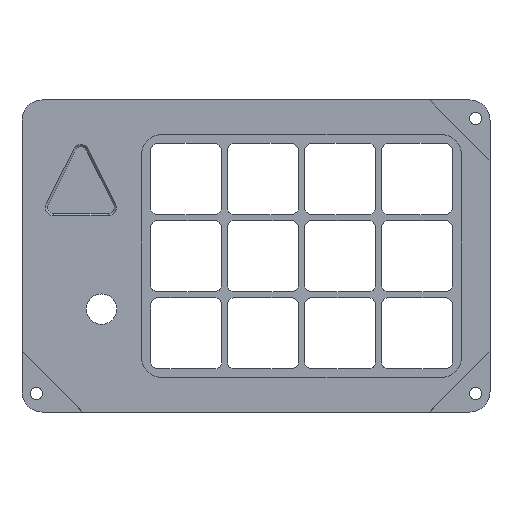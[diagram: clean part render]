
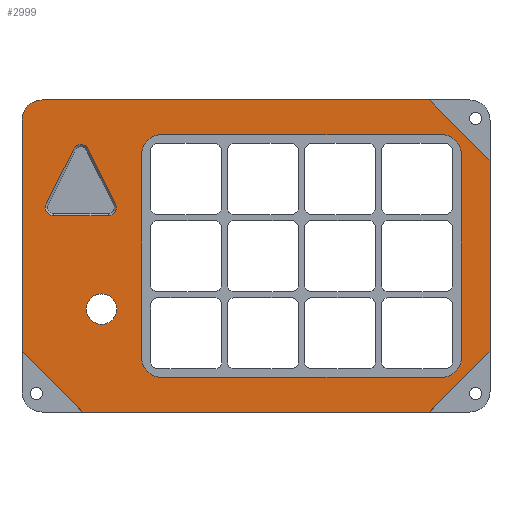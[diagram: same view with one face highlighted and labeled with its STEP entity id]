
A CAD part, top view. The second image highlights one B-rep face of the part: STEP entity #2999.
In plain terms, the highlighted planar face has unit normal (0, 0, 1).
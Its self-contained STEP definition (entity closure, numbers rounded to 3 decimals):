
#33=FACE_BOUND('',#481,.T.);
#34=FACE_BOUND('',#482,.T.);
#35=FACE_BOUND('',#483,.T.);
#120=CIRCLE('',#3134,2.);
#122=CIRCLE('',#3138,2.);
#124=CIRCLE('',#3142,2.);
#197=CIRCLE('',#3232,5.);
#202=CIRCLE('',#3243,5.);
#204=CIRCLE('',#3247,5.);
#206=CIRCLE('',#3251,5.);
#208=CIRCLE('',#3255,5.);
#213=CIRCLE('',#3263,3.75);
#306=FACE_OUTER_BOUND('',#480,.T.);
#480=EDGE_LOOP('',(#2276,#2277,#2278,#2279,#2280,#2281,#2282,#2283));
#481=EDGE_LOOP('',(#2284,#2285,#2286,#2287,#2288,#2289));
#482=EDGE_LOOP('',(#2290));
#483=EDGE_LOOP('',(#2291,#2292,#2293,#2294,#2295,#2296,#2297,#2298));
#617=LINE('',#4345,#922);
#622=LINE('',#4359,#927);
#626=LINE('',#4371,#931);
#714=LINE('',#4699,#1019);
#725=LINE('',#4724,#1030);
#730=LINE('',#4739,#1035);
#736=LINE('',#4758,#1041);
#742=LINE('',#4773,#1047);
#744=LINE('',#4782,#1049);
#749=LINE('',#4794,#1054);
#753=LINE('',#4810,#1058);
#754=LINE('',#4811,#1059);
#755=LINE('',#4813,#1060);
#756=LINE('',#4814,#1061);
#922=VECTOR('',#3437,10.);
#927=VECTOR('',#3450,10.);
#931=VECTOR('',#3462,10.);
#1019=VECTOR('',#3726,10.);
#1030=VECTOR('',#3747,10.);
#1035=VECTOR('',#3762,10.);
#1041=VECTOR('',#3780,10.);
#1047=VECTOR('',#3794,10.);
#1049=VECTOR('',#3804,10.);
#1054=VECTOR('',#3817,10.);
#1058=VECTOR('',#3833,10.);
#1059=VECTOR('',#3834,10.);
#1060=VECTOR('',#3835,10.);
#1061=VECTOR('',#3836,10.);
#1227=VERTEX_POINT('',#4342);
#1228=VERTEX_POINT('',#4344);
#1231=VERTEX_POINT('',#4351);
#1233=VERTEX_POINT('',#4357);
#1235=VERTEX_POINT('',#4363);
#1237=VERTEX_POINT('',#4369);
#1382=VERTEX_POINT('',#4696);
#1383=VERTEX_POINT('',#4698);
#1388=VERTEX_POINT('',#4712);
#1389=VERTEX_POINT('',#4713);
#1392=VERTEX_POINT('',#4722);
#1396=VERTEX_POINT('',#4736);
#1397=VERTEX_POINT('',#4738);
#1402=VERTEX_POINT('',#4751);
#1403=VERTEX_POINT('',#4753);
#1404=VERTEX_POINT('',#4757);
#1408=VERTEX_POINT('',#4766);
#1409=VERTEX_POINT('',#4768);
#1411=VERTEX_POINT('',#4777);
#1412=VERTEX_POINT('',#4781);
#1415=VERTEX_POINT('',#4789);
#1422=VERTEX_POINT('',#4812);
#1423=VERTEX_POINT('',#4815);
#1527=EDGE_CURVE('',#1228,#1227,#617,.T.);
#1531=EDGE_CURVE('',#1227,#1231,#120,.T.);
#1534=EDGE_CURVE('',#1231,#1233,#622,.T.);
#1537=EDGE_CURVE('',#1233,#1235,#122,.T.);
#1540=EDGE_CURVE('',#1235,#1237,#626,.T.);
#1542=EDGE_CURVE('',#1237,#1228,#124,.T.);
#1702=EDGE_CURVE('',#1383,#1382,#714,.T.);
#1709=EDGE_CURVE('',#1388,#1389,#197,.T.);
#1715=EDGE_CURVE('',#1388,#1392,#725,.T.);
#1722=EDGE_CURVE('',#1397,#1396,#730,.T.);
#1729=EDGE_CURVE('',#1402,#1403,#202,.T.);
#1731=EDGE_CURVE('',#1404,#1403,#736,.T.);
#1736=EDGE_CURVE('',#1408,#1409,#204,.T.);
#1739=EDGE_CURVE('',#1402,#1409,#742,.T.);
#1741=EDGE_CURVE('',#1404,#1411,#206,.T.);
#1743=EDGE_CURVE('',#1412,#1411,#744,.T.);
#1747=EDGE_CURVE('',#1412,#1415,#208,.T.);
#1750=EDGE_CURVE('',#1408,#1415,#749,.T.);
#1758=EDGE_CURVE('',#1392,#1397,#753,.T.);
#1759=EDGE_CURVE('',#1396,#1383,#754,.T.);
#1760=EDGE_CURVE('',#1382,#1422,#755,.T.);
#1761=EDGE_CURVE('',#1422,#1389,#756,.T.);
#1762=EDGE_CURVE('',#1423,#1423,#213,.T.);
#2276=ORIENTED_EDGE('',*,*,#1709,.F.);
#2277=ORIENTED_EDGE('',*,*,#1715,.T.);
#2278=ORIENTED_EDGE('',*,*,#1758,.T.);
#2279=ORIENTED_EDGE('',*,*,#1722,.T.);
#2280=ORIENTED_EDGE('',*,*,#1759,.T.);
#2281=ORIENTED_EDGE('',*,*,#1702,.T.);
#2282=ORIENTED_EDGE('',*,*,#1760,.T.);
#2283=ORIENTED_EDGE('',*,*,#1761,.T.);
#2284=ORIENTED_EDGE('',*,*,#1534,.T.);
#2285=ORIENTED_EDGE('',*,*,#1537,.T.);
#2286=ORIENTED_EDGE('',*,*,#1540,.T.);
#2287=ORIENTED_EDGE('',*,*,#1542,.T.);
#2288=ORIENTED_EDGE('',*,*,#1527,.T.);
#2289=ORIENTED_EDGE('',*,*,#1531,.T.);
#2290=ORIENTED_EDGE('',*,*,#1762,.F.);
#2291=ORIENTED_EDGE('',*,*,#1750,.T.);
#2292=ORIENTED_EDGE('',*,*,#1747,.F.);
#2293=ORIENTED_EDGE('',*,*,#1743,.T.);
#2294=ORIENTED_EDGE('',*,*,#1741,.F.);
#2295=ORIENTED_EDGE('',*,*,#1731,.T.);
#2296=ORIENTED_EDGE('',*,*,#1729,.F.);
#2297=ORIENTED_EDGE('',*,*,#1739,.T.);
#2298=ORIENTED_EDGE('',*,*,#1736,.F.);
#2899=PLANE('',#3262);
#2999=ADVANCED_FACE('',(#306,#33,#34,#35),#2899,.T.);
#3134=AXIS2_PLACEMENT_3D('',#4353,#3443,#3444);
#3138=AXIS2_PLACEMENT_3D('',#4365,#3455,#3456);
#3142=AXIS2_PLACEMENT_3D('',#4374,#3466,#3467);
#3232=AXIS2_PLACEMENT_3D('',#4714,#3738,#3739);
#3243=AXIS2_PLACEMENT_3D('',#4754,#3775,#3776);
#3247=AXIS2_PLACEMENT_3D('',#4769,#3788,#3789);
#3251=AXIS2_PLACEMENT_3D('',#4778,#3799,#3800);
#3255=AXIS2_PLACEMENT_3D('',#4790,#3811,#3812);
#3262=AXIS2_PLACEMENT_3D('',#4809,#3831,#3832);
#3263=AXIS2_PLACEMENT_3D('',#4816,#3837,#3838);
#3437=DIRECTION('',(-1.,0.,0.));
#3443=DIRECTION('center_axis',(0.,0.,-1.));
#3444=DIRECTION('ref_axis',(-0.894,0.447,0.));
#3450=DIRECTION('',(0.447,0.894,0.));
#3455=DIRECTION('center_axis',(0.,0.,-1.));
#3456=DIRECTION('ref_axis',(0.894,0.447,0.));
#3462=DIRECTION('',(0.447,-0.894,0.));
#3466=DIRECTION('center_axis',(0.,0.,-1.));
#3467=DIRECTION('ref_axis',(0.,-1.,0.));
#3726=DIRECTION('',(0.,1.,0.));
#3738=DIRECTION('center_axis',(0.,0.,-1.));
#3739=DIRECTION('ref_axis',(-0.707,0.707,0.));
#3747=DIRECTION('',(0.,-1.,0.));
#3762=DIRECTION('',(1.,0.,0.));
#3775=DIRECTION('center_axis',(0.,0.,1.));
#3776=DIRECTION('ref_axis',(-0.707,0.707,0.));
#3780=DIRECTION('',(0.,1.,0.));
#3788=DIRECTION('center_axis',(0.,0.,1.));
#3789=DIRECTION('ref_axis',(0.707,0.707,0.));
#3794=DIRECTION('',(1.,0.,0.));
#3799=DIRECTION('center_axis',(0.,0.,1.));
#3800=DIRECTION('ref_axis',(-0.707,-0.707,0.));
#3804=DIRECTION('',(-1.,0.,0.));
#3811=DIRECTION('center_axis',(0.,0.,1.));
#3812=DIRECTION('ref_axis',(0.707,-0.707,0.));
#3817=DIRECTION('',(0.,-1.,0.));
#3831=DIRECTION('center_axis',(0.,0.,1.));
#3832=DIRECTION('ref_axis',(-1.,0.,0.));
#3833=DIRECTION('',(0.707,-0.707,0.));
#3834=DIRECTION('',(0.707,0.707,0.));
#3835=DIRECTION('',(-0.707,0.707,0.));
#3836=DIRECTION('',(-1.,0.,0.));
#3837=DIRECTION('center_axis',(0.,0.,1.));
#3838=DIRECTION('ref_axis',(-1.,0.,0.));
#4342=CARTESIAN_POINT('',(119.236,-65.,12.1));
#4344=CARTESIAN_POINT('',(132.764,-65.,12.1));
#4345=CARTESIAN_POINT('',(151.015,-65.,12.1));
#4351=CARTESIAN_POINT('',(117.447,-62.106,12.1));
#4353=CARTESIAN_POINT('Origin',(119.236,-63.,12.1));
#4357=CARTESIAN_POINT('',(124.211,-48.578,12.1));
#4359=CARTESIAN_POINT('',(120.053,-56.894,12.1));
#4363=CARTESIAN_POINT('',(127.789,-48.578,12.1));
#4365=CARTESIAN_POINT('Origin',(126.,-49.472,12.1));
#4369=CARTESIAN_POINT('',(134.553,-62.106,12.1));
#4371=CARTESIAN_POINT('',(137.218,-67.437,12.1));
#4374=CARTESIAN_POINT('Origin',(132.764,-63.,12.1));
#4696=CARTESIAN_POINT('',(227.075,-51.437,12.1));
#4698=CARTESIAN_POINT('',(227.075,-98.538,12.1));
#4699=CARTESIAN_POINT('',(227.075,-98.538,12.1));
#4712=CARTESIAN_POINT('',(111.457,-41.437,12.1));
#4713=CARTESIAN_POINT('',(116.457,-36.437,12.1));
#4714=CARTESIAN_POINT('Origin',(116.457,-41.437,12.1));
#4722=CARTESIAN_POINT('',(111.457,-98.538,12.1));
#4724=CARTESIAN_POINT('',(111.457,-36.437,12.1));
#4736=CARTESIAN_POINT('',(212.075,-113.538,12.1));
#4738=CARTESIAN_POINT('',(126.457,-113.538,12.1));
#4739=CARTESIAN_POINT('',(126.457,-113.538,12.1));
#4751=CARTESIAN_POINT('',(146.,-45.,12.1));
#4753=CARTESIAN_POINT('',(141.,-50.,12.1));
#4754=CARTESIAN_POINT('Origin',(146.,-50.,12.1));
#4757=CARTESIAN_POINT('',(141.,-100.,12.1));
#4758=CARTESIAN_POINT('',(141.,-105.,12.1));
#4766=CARTESIAN_POINT('',(220.,-50.,12.1));
#4768=CARTESIAN_POINT('',(215.,-45.,12.1));
#4769=CARTESIAN_POINT('Origin',(215.,-50.,12.1));
#4773=CARTESIAN_POINT('',(141.,-45.,12.1));
#4777=CARTESIAN_POINT('',(146.,-105.,12.1));
#4778=CARTESIAN_POINT('Origin',(146.,-100.,12.1));
#4781=CARTESIAN_POINT('',(215.,-105.,12.1));
#4782=CARTESIAN_POINT('',(215.,-105.,12.1));
#4789=CARTESIAN_POINT('',(220.,-100.,12.1));
#4790=CARTESIAN_POINT('Origin',(215.,-100.,12.1));
#4794=CARTESIAN_POINT('',(220.,-45.,12.1));
#4809=CARTESIAN_POINT('Origin',(169.266,-74.987,12.1));
#4810=CARTESIAN_POINT('',(111.457,-98.538,12.1));
#4811=CARTESIAN_POINT('',(212.075,-113.538,12.1));
#4812=CARTESIAN_POINT('',(212.075,-36.437,12.1));
#4813=CARTESIAN_POINT('',(227.075,-51.437,12.1));
#4814=CARTESIAN_POINT('',(212.075,-36.437,12.1));
#4815=CARTESIAN_POINT('',(134.863,-88.106,12.1));
#4816=CARTESIAN_POINT('Origin',(131.113,-88.106,12.1));
